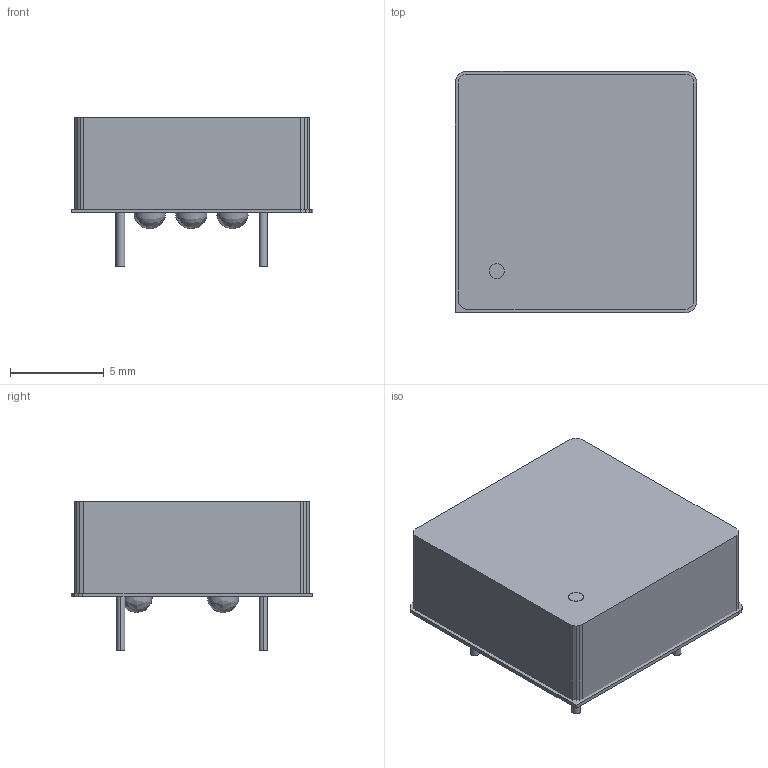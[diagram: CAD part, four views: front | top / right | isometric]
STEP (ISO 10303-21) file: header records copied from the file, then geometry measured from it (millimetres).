
FILE_DESCRIPTION (( 'STEP AP214' ), '1' );
FILE_NAME ('User Library-JCO8.STEP', '2018-02-19T04:02:15', ( '' ), ( '' ), 'SwSTEP 2.0', 'SolidWorks 2018', '' );
FILE_SCHEMA (( 'AUTOMOTIVE_DESIGN' ));
Length unit declared in the file: millimetre
Products named in the file (14): User Library-JCO8_Cylinder2; User Library-JCO8; User Library-JCO8_JCO9; User Library-JCO8_Open CASCADE STEP translator 6.2 213.2; User Library-JCO8_340974545; User Library-JCO8_Open_CASCADE_STEP_translator_6.2_212.2; User Library-JCO8_340735489; User Library-JCO8_Extruded2; User Library-JCO8_340753409; User Library-JCO8_340978129; User Library-JCO8_Sphere1; User Library-JCO8_340753297; User Library-JCO8_Cylinder3; User Library-JCO8_Extruded3
Assembly tree (18 placements, depth 6):
  User Library-JCO8
    User Library-JCO8_Open CASCADE STEP translator 6.2 213.2
      User Library-JCO8_JCO9
        User Library-JCO8_Open_CASCADE_STEP_translator_6.2_212.2
          User Library-JCO8_340974545
            User Library-JCO8_Extruded3
          User Library-JCO8_340753297  x3
            User Library-JCO8_Sphere1
          User Library-JCO8_340735489
            User Library-JCO8_Cylinder2
          User Library-JCO8_340753409  x4
            User Library-JCO8_Cylinder3
          User Library-JCO8_340978129
            User Library-JCO8_Extruded2
Bounding box: 12.92 x 12.92 x 7.94 mm (x, y, z)
Volume: 846.4 mm3; surface area: 957.5 mm2
Topology: 10 solids, 10 shells, 73 faces, 177 edges, 112 vertices
Faces by surface type: plane 57, cylinder 10, bspline 6
Entity records: 2195 total; most frequent: CARTESIAN_POINT 355, DIRECTION 321, ORIENTED_EDGE 286, EDGE_CURVE 143, VECTOR 133, LINE 133, VERTEX_POINT 96, AXIS2_PLACEMENT_3D 94
